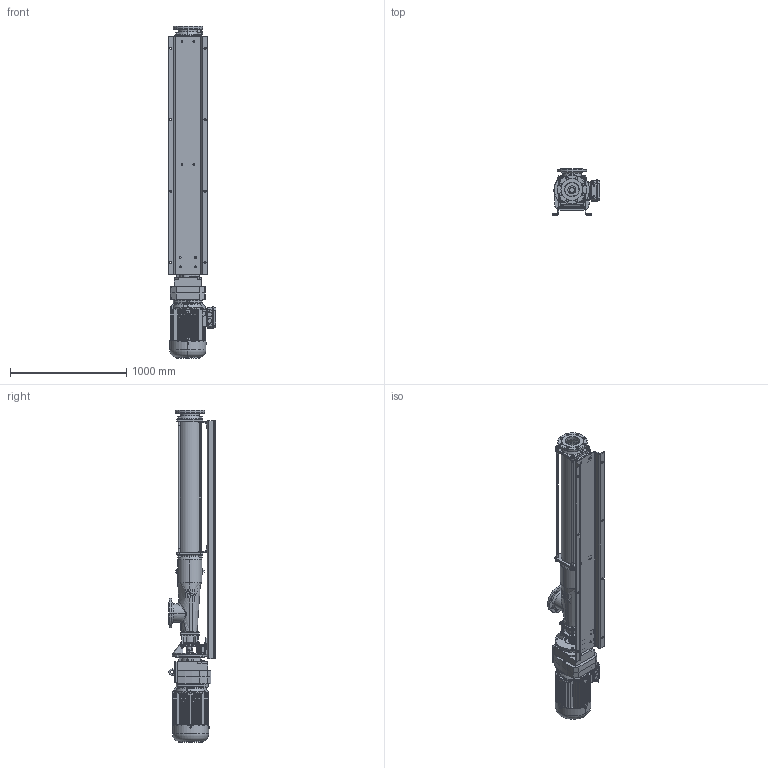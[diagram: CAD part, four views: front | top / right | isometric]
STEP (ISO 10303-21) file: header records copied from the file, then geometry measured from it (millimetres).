
FILE_DESCRIPTION (( 'STEP AP214' ), '1' );
FILE_NAME ('RMCB 652.STEP', '2025-06-10T13:33:32', ( '' ), ( '' ), 'SwSTEP 2.0', 'SolidWorks 2021', '' );
FILE_SCHEMA (( 'AUTOMOTIVE_DESIGN' ));
Length unit declared in the file: millimetre
Products named in the file (1): RMCB 652
Bounding box: 412.5 x 397 x 2857.58 mm (x, y, z)
Volume: 73000166.5 mm3; surface area: 8238650.4 mm2
Topology: 80 solids, 87 shells, 3369 faces, 8574 edges, 5417 vertices
Faces by surface type: plane 1303, cylinder 1206, cone 489, torus 246, bspline 120, sphere 5
Entity records: 156325 total; most frequent: CARTESIAN_POINT 37380, DIRECTION 17125, ORIENTED_EDGE 17052, EDGE_CURVE 8526, AXIS2_PLACEMENT_3D 6531, VERTEX_POINT 5417, LINE 4063, VECTOR 4063
